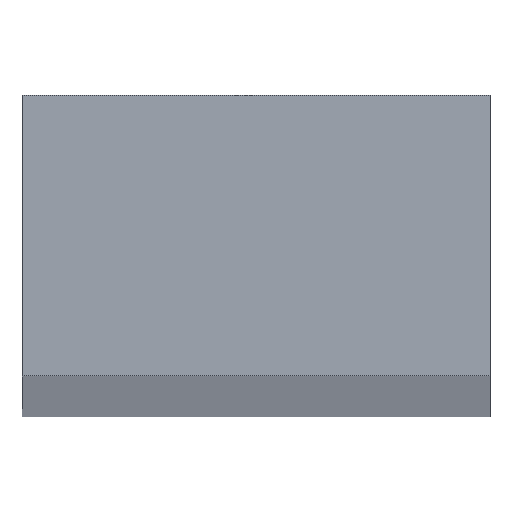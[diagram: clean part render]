
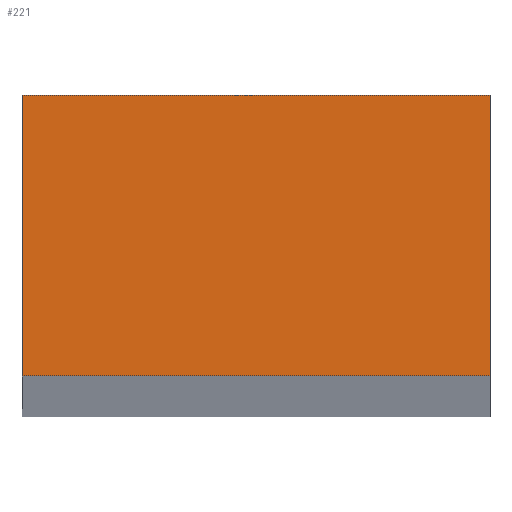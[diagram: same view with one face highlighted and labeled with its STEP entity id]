
A CAD part, top view. The second image highlights one B-rep face of the part: STEP entity #221.
In plain terms, the highlighted planar face has unit normal (0, 0, 1).
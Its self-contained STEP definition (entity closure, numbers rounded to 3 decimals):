
#12 = VERTEX_POINT ( 'NONE', #72 ) ;
#15 = VERTEX_POINT ( 'NONE', #74 ) ;
#16 = VERTEX_POINT ( 'NONE', #75 ) ;
#21 = DIRECTION ( 'NONE',  ( 0., 0., 1. ) ) ;
#22 = CARTESIAN_POINT ( 'NONE',  ( 0., 0., 500. ) ) ;
#23 = VERTEX_POINT ( 'NONE', #78 ) ;
#24 = EDGE_LOOP ( 'NONE', ( #52, #54, #36, #61 ) ) ;
#28 = LINE ( 'NONE', #138, #168 ) ;
#36 = ORIENTED_EDGE ( 'NONE', *, *, #200, .T. ) ;
#42 = DIRECTION ( 'NONE',  ( 1., 0., 0. ) ) ;
#52 = ORIENTED_EDGE ( 'NONE', *, *, #212, .T. ) ;
#54 = ORIENTED_EDGE ( 'NONE', *, *, #213, .T. ) ;
#58 = DIRECTION ( 'NONE',  ( 1., 0., 0. ) ) ;
#61 = ORIENTED_EDGE ( 'NONE', *, *, #205, .T. ) ;
#72 = CARTESIAN_POINT ( 'NONE',  ( 10., -6., 500. ) ) ;
#74 = CARTESIAN_POINT ( 'NONE',  ( -10., -6., 500. ) ) ;
#75 = CARTESIAN_POINT ( 'NONE',  ( 10., 6., 500. ) ) ;
#78 = CARTESIAN_POINT ( 'NONE',  ( -10., 6., 500. ) ) ;
#88 = LINE ( 'NONE', #89, #165 ) ;
#89 = CARTESIAN_POINT ( 'NONE',  ( 10., 6., 500. ) ) ;
#91 = DIRECTION ( 'NONE',  ( 0., 1., 0. ) ) ;
#103 = DIRECTION ( 'NONE',  ( -1., 0., 0. ) ) ;
#108 = LINE ( 'NONE', #109, #155 ) ;
#109 = CARTESIAN_POINT ( 'NONE',  ( -10., 6., 500. ) ) ;
#112 = LINE ( 'NONE', #121, #180 ) ;
#113 = PLANE ( 'NONE',  #173 ) ;
#120 = DIRECTION ( 'NONE',  ( 0., -1., 0. ) ) ;
#121 = CARTESIAN_POINT ( 'NONE',  ( -10., 6., 500. ) ) ;
#138 = CARTESIAN_POINT ( 'NONE',  ( -10., -6., 500. ) ) ;
#155 = VECTOR ( 'NONE', #103, 1000. ) ;
#165 = VECTOR ( 'NONE', #91, 1000. ) ;
#166 = FACE_OUTER_BOUND ( 'NONE', #24, .T. ) ;
#168 = VECTOR ( 'NONE', #58, 1000. ) ;
#173 = AXIS2_PLACEMENT_3D ( 'NONE', #22, #21, #42 ) ;
#180 = VECTOR ( 'NONE', #120, 1000. ) ;
#200 = EDGE_CURVE ( 'NONE', #12, #16, #88, .T. ) ;
#205 = EDGE_CURVE ( 'NONE', #16, #23, #108, .T. ) ;
#212 = EDGE_CURVE ( 'NONE', #23, #15, #112, .T. ) ;
#213 = EDGE_CURVE ( 'NONE', #15, #12, #28, .T. ) ;
#221 = ADVANCED_FACE ( 'NONE', ( #166 ), #113, .T. ) ;
